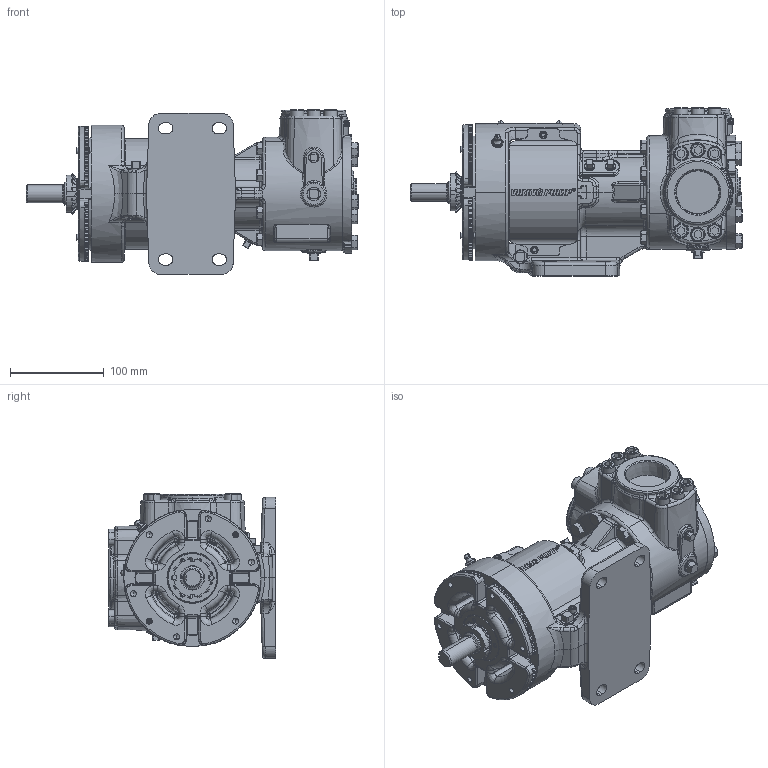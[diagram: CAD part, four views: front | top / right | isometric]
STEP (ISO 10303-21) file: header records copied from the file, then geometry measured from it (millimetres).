
FILE_DESCRIPTION (( 'STEP AP214' ), '1' );
FILE_NAME ('HV-4180.STEP', '2024-04-02T21:07:50', ( '' ), ( '' ), 'SwSTEP 2.0', 'SolidWorks 2022', '' );
FILE_SCHEMA (( 'AUTOMOTIVE_DESIGN' ));
Length unit declared in the file: inch
Products named in the file (1): HV-4180
Bounding box: 353.42 x 178.69 x 175.51 mm (x, y, z)
Volume: 3121824 mm3; surface area: 339866.7 mm2
Topology: 1 solids, 13 shells, 4655 faces, 12004 edges, 7545 vertices
Faces by surface type: bspline 1520, plane 1428, cylinder 895, cone 523, torus 191, sphere 98
Entity records: 265537 total; most frequent: CARTESIAN_POINT 104623, ORIENTED_EDGE 23796, DIRECTION 16632, EDGE_CURVE 11898, VERTEX_POINT 7526, AXIS2_PLACEMENT_3D 6124, EDGE_LOOP 4946, DIMENSIONAL_EXPONENTS 4654
